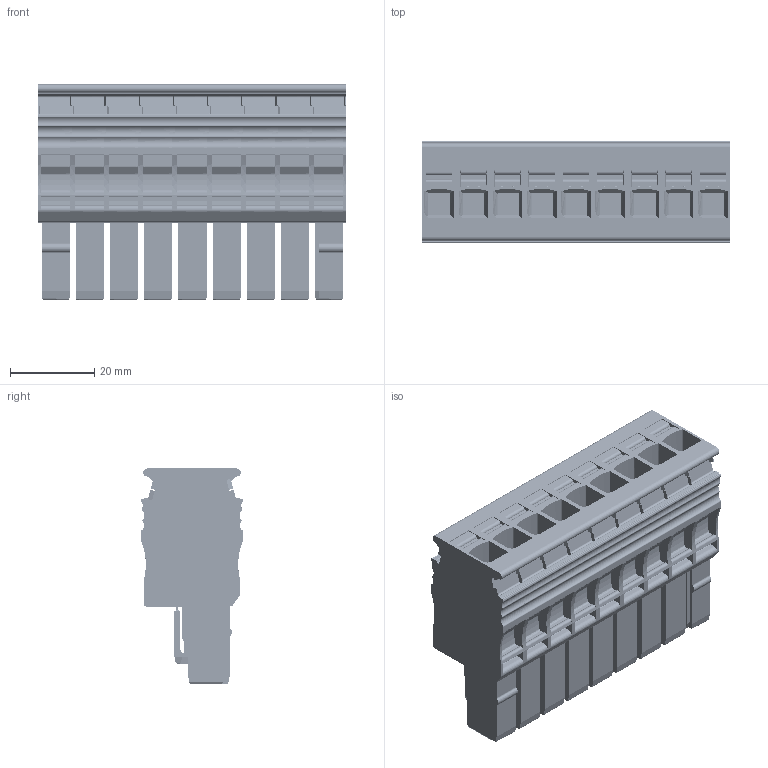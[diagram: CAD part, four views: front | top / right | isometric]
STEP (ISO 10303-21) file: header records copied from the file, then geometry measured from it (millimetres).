
FILE_DESCRIPTION(('CATIA V5 STEP Exchange','CAx-IF Rec.Pracs.--- Model Styling and Organization---1.4--- 2014-01-23'),'2;1');
FILE_NAME ('1454055-3_0', '2022-04-25T08:33:04+00:00', ('none'), ('Weidmueller'), 'CATIA Version 5-6 Release 2016 SP3 HF44', 'CATIA V5 STEP AP214', 'none');
FILE_SCHEMA(('AUTOMOTIVE_DESIGN { 1 0 10303 214 1 1 1 1 }'));
Products named in the file (1): 2882740000
Bounding box: 72.9 x 24.3 x 50.95 mm (x, y, z)
Volume: 53798.3 mm3; surface area: 45238.9 mm2
Topology: 19 solids, 67 shells, 5924 faces, 15217 edges, 9621 vertices
Faces by surface type: plane 2391, cylinder 1988, cone 815, torus 520, extrusion 128, bspline 82
Entity records: 176498 total; most frequent: CARTESIAN_POINT 42649, ORIENTED_EDGE 30426, DIRECTION 22324, EDGE_CURVE 15213, VERTEX_POINT 9621, AXIS2_PLACEMENT_3D 9097, VECTOR 8783, LINE 8655
